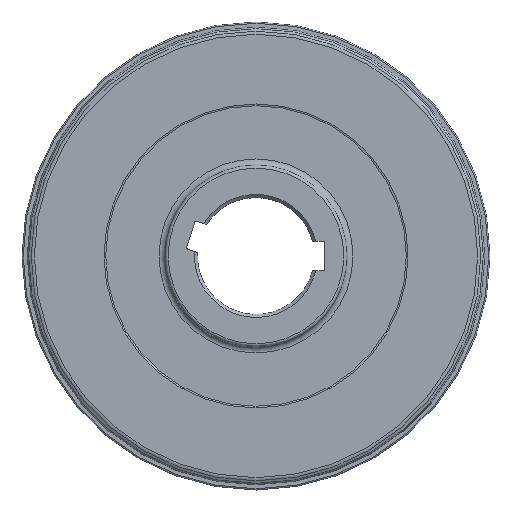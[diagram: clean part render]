
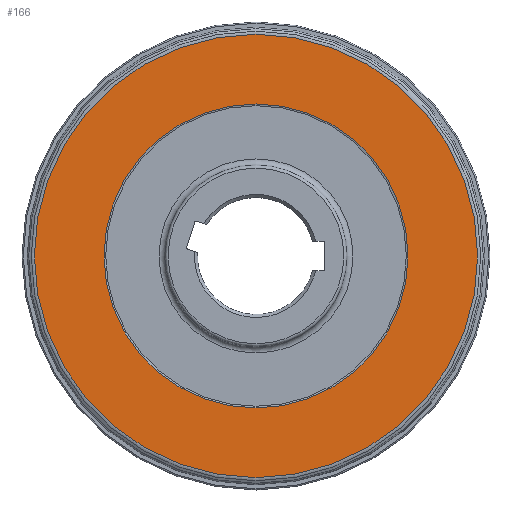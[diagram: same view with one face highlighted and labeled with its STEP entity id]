
A CAD part, top view. The second image highlights one B-rep face of the part: STEP entity #166.
In plain terms, the highlighted planar face has unit normal (0, 0, 1).
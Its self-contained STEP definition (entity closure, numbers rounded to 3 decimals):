
#166=ADVANCED_FACE('',(#235,#236),#204,.T.);
#204=PLANE('',#786);
#235=FACE_BOUND('',#307,.T.);
#236=FACE_BOUND('',#308,.T.);
#307=EDGE_LOOP('',(#429));
#308=EDGE_LOOP('',(#430));
#429=ORIENTED_EDGE('',*,*,#640,.T.);
#430=ORIENTED_EDGE('',*,*,#639,.F.);
#567=VERTEX_POINT('',#1209);
#568=VERTEX_POINT('',#1212);
#639=EDGE_CURVE('',#567,#567,#695,.T.);
#640=EDGE_CURVE('',#568,#568,#696,.T.);
#695=CIRCLE('',#783,72.193);
#696=CIRCLE('',#785,49.5);
#783=AXIS2_PLACEMENT_3D('',#1208,#944,#945);
#785=AXIS2_PLACEMENT_3D('',#1211,#948,#949);
#786=AXIS2_PLACEMENT_3D('',#1213,#950,#951);
#944=DIRECTION('',(0.,0.,-1.));
#945=DIRECTION('',(-1.,0.,0.));
#948=DIRECTION('',(0.,0.,-1.));
#949=DIRECTION('',(-1.,0.,0.));
#950=DIRECTION('',(0.,0.,1.));
#951=DIRECTION('',(-1.,0.,0.));
#1208=CARTESIAN_POINT('',(0.,0.,-2.587));
#1209=CARTESIAN_POINT('',(-72.193,0.,-2.587));
#1211=CARTESIAN_POINT('',(0.,0.,-2.588));
#1212=CARTESIAN_POINT('',(-49.5,0.,-2.588));
#1213=CARTESIAN_POINT('',(0.,-72.193,-2.587));
